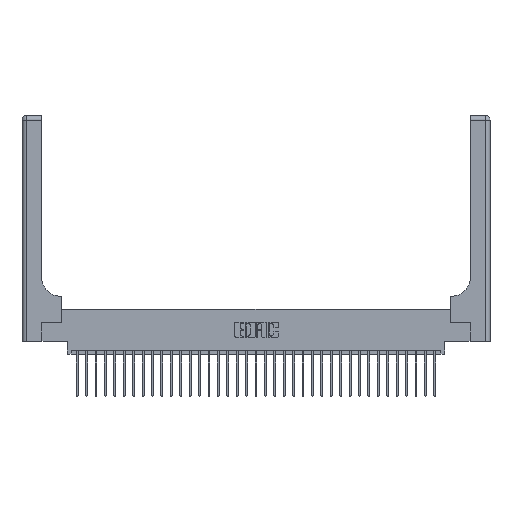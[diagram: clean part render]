
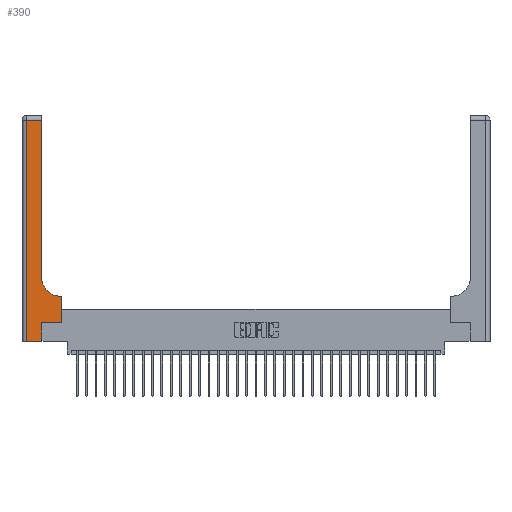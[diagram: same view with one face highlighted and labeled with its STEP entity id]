
A CAD part, top view. The second image highlights one B-rep face of the part: STEP entity #390.
In plain terms, the highlighted planar face has unit normal (0, 0, 1).
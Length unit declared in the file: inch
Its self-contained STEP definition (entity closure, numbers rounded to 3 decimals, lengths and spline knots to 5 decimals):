
#209 = VECTOR ( 'NONE', #11378, 39.37008 ) ;
#390 = ADVANCED_FACE ( 'NONE', ( #11503 ), #17212, .F. ) ;
#669 = LINE ( 'NONE', #29337, #22683 ) ;
#691 = ORIENTED_EDGE ( 'NONE', *, *, #19691, .T. ) ;
#1274 = LINE ( 'NONE', #15538, #11609 ) ;
#2388 = LINE ( 'NONE', #5471, #22145 ) ;
#2628 = CARTESIAN_POINT ( 'NONE',  ( 0., 2.94, 0.37 ) ) ;
#3000 = ORIENTED_EDGE ( 'NONE', *, *, #12864, .T. ) ;
#3499 = DIRECTION ( 'NONE',  ( 0., -1., 0. ) ) ;
#3609 = CARTESIAN_POINT ( 'NONE',  ( 0.26, 2.94, 0.37 ) ) ;
#4449 = DIRECTION ( 'NONE',  ( -1., 0., 0. ) ) ;
#4632 = VERTEX_POINT ( 'NONE', #24038 ) ;
#5047 = DIRECTION ( 'NONE',  ( 0., 0., -1. ) ) ;
#5387 = EDGE_CURVE ( 'NONE', #4632, #18140, #20728, .T. ) ;
#5471 = CARTESIAN_POINT ( 'NONE',  ( 0., 0., 0.37 ) ) ;
#6005 = CARTESIAN_POINT ( 'NONE',  ( 0.265, 0.25, 0.37 ) ) ;
#6278 = LINE ( 'NONE', #30639, #26862 ) ;
#6733 = LINE ( 'NONE', #16512, #209 ) ;
#6919 = AXIS2_PLACEMENT_3D ( 'NONE', #26157, #13986, #9345 ) ;
#7427 = VERTEX_POINT ( 'NONE', #19928 ) ;
#7513 = EDGE_LOOP ( 'NONE', ( #21764, #30263, #24009, #30425, #3000, #691, #29104, #21385, #14855 ) ) ;
#8059 = CARTESIAN_POINT ( 'NONE',  ( 0.06, 2.94, 0.37 ) ) ;
#9171 = CARTESIAN_POINT ( 'NONE',  ( 0.06, 0., 0.37 ) ) ;
#9345 = DIRECTION ( 'NONE',  ( 1., 0., 0. ) ) ;
#9448 = DIRECTION ( 'NONE',  ( 1., 0., 0. ) ) ;
#9697 = DIRECTION ( 'NONE',  ( -1., 0., 0. ) ) ;
#9825 = CARTESIAN_POINT ( 'NONE',  ( 0.528, 0.25, 0.37 ) ) ;
#10393 = CARTESIAN_POINT ( 'NONE',  ( 0.06, 3., 0.37 ) ) ;
#10891 = DIRECTION ( 'NONE',  ( 0., 1., 0. ) ) ;
#11018 = VERTEX_POINT ( 'NONE', #8059 ) ;
#11378 = DIRECTION ( 'NONE',  ( 0., 1., 0. ) ) ;
#11503 = FACE_OUTER_BOUND ( 'NONE', #7513, .T. ) ;
#11609 = VECTOR ( 'NONE', #10891, 39.37008 ) ;
#11988 = AXIS2_PLACEMENT_3D ( 'NONE', #26974, #5047, #4449 ) ;
#12864 = EDGE_CURVE ( 'NONE', #16326, #30763, #1274, .T. ) ;
#13718 = VERTEX_POINT ( 'NONE', #9171 ) ;
#13986 = DIRECTION ( 'NONE',  ( 0., 0., -1. ) ) ;
#14491 = EDGE_CURVE ( 'NONE', #17035, #11018, #24581, .T. ) ;
#14855 = ORIENTED_EDGE ( 'NONE', *, *, #5387, .T. ) ;
#15538 = CARTESIAN_POINT ( 'NONE',  ( 0.265, 0., 0.37 ) ) ;
#16093 = DIRECTION ( 'NONE',  ( 1., 0., 0. ) ) ;
#16326 = VERTEX_POINT ( 'NONE', #28842 ) ;
#16512 = CARTESIAN_POINT ( 'NONE',  ( 0.26, 3., 0.37 ) ) ;
#17035 = VERTEX_POINT ( 'NONE', #3609 ) ;
#17212 = PLANE ( 'NONE',  #11988 ) ;
#17438 = VECTOR ( 'NONE', #9697, 39.37008 ) ;
#18140 = VERTEX_POINT ( 'NONE', #20931 ) ;
#18794 = EDGE_CURVE ( 'NONE', #7427, #4632, #669, .T. ) ;
#19691 = EDGE_CURVE ( 'NONE', #30763, #26709, #26015, .T. ) ;
#19928 = CARTESIAN_POINT ( 'NONE',  ( 0.528, 0.6, 0.37 ) ) ;
#20728 = CIRCLE ( 'NONE', #6919, 0.25 ) ;
#20931 = CARTESIAN_POINT ( 'NONE',  ( 0.26, 0.85, 0.37 ) ) ;
#21385 = ORIENTED_EDGE ( 'NONE', *, *, #18794, .T. ) ;
#21434 = EDGE_CURVE ( 'NONE', #26709, #7427, #6278, .T. ) ;
#21764 = ORIENTED_EDGE ( 'NONE', *, *, #31234, .T. ) ;
#22145 = VECTOR ( 'NONE', #9448, 39.37008 ) ;
#22308 = DIRECTION ( 'NONE',  ( -1., 0., 0. ) ) ;
#22683 = VECTOR ( 'NONE', #22308, 39.37008 ) ;
#22953 = EDGE_CURVE ( 'NONE', #11018, #13718, #24962, .T. ) ;
#23360 = VECTOR ( 'NONE', #3499, 39.37008 ) ;
#24009 = ORIENTED_EDGE ( 'NONE', *, *, #22953, .T. ) ;
#24038 = CARTESIAN_POINT ( 'NONE',  ( 0.51, 0.6, 0.37 ) ) ;
#24581 = LINE ( 'NONE', #2628, #17438 ) ;
#24962 = LINE ( 'NONE', #10393, #23360 ) ;
#25513 = DIRECTION ( 'NONE',  ( 0., 1., 0. ) ) ;
#26015 = LINE ( 'NONE', #6005, #26798 ) ;
#26157 = CARTESIAN_POINT ( 'NONE',  ( 0.51, 0.85, 0.37 ) ) ;
#26471 = CARTESIAN_POINT ( 'NONE',  ( 0.265, 0.25, 0.37 ) ) ;
#26709 = VERTEX_POINT ( 'NONE', #9825 ) ;
#26798 = VECTOR ( 'NONE', #16093, 39.37008 ) ;
#26862 = VECTOR ( 'NONE', #25513, 39.37008 ) ;
#26974 = CARTESIAN_POINT ( 'NONE',  ( 0., 3., 0.37 ) ) ;
#28842 = CARTESIAN_POINT ( 'NONE',  ( 0.265, 0., 0.37 ) ) ;
#29104 = ORIENTED_EDGE ( 'NONE', *, *, #21434, .T. ) ;
#29337 = CARTESIAN_POINT ( 'NONE',  ( 0.26, 0.6, 0.37 ) ) ;
#30133 = EDGE_CURVE ( 'NONE', #13718, #16326, #2388, .T. ) ;
#30263 = ORIENTED_EDGE ( 'NONE', *, *, #14491, .T. ) ;
#30425 = ORIENTED_EDGE ( 'NONE', *, *, #30133, .T. ) ;
#30639 = CARTESIAN_POINT ( 'NONE',  ( 0.528, 0.25, 0.37 ) ) ;
#30763 = VERTEX_POINT ( 'NONE', #26471 ) ;
#31234 = EDGE_CURVE ( 'NONE', #18140, #17035, #6733, .T. ) ;
